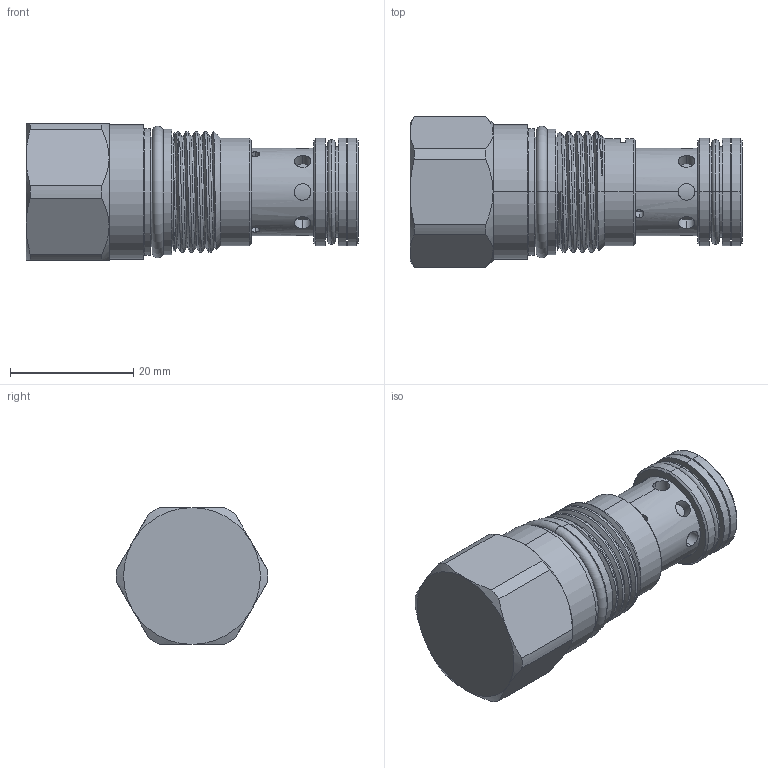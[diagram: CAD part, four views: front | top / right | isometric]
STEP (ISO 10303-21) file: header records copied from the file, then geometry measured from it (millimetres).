
FILE_DESCRIPTION (( 'STEP AP203' ), '1' );
FILE_NAME ('CV13A20-NS.STEP', '2020-03-27T03:27:12', ( '' ), ( '' ), 'SwSTEP 2.0', 'SolidWorks 2018', '' );
FILE_SCHEMA (( 'CONFIG_CONTROL_DESIGN' ));
Length unit declared in the file: millimetre
Products named in the file (1): CV13A20-NS
Bounding box: 53.93 x 24.59 x 22.22 mm (x, y, z)
Volume: 15381.7 mm3; surface area: 5877.2 mm2
Topology: 3 solids, 3 shells, 151 faces, 329 edges, 205 vertices
Faces by surface type: cylinder 83, cone 29, plane 26, torus 8, bspline 3, sphere 2
Entity records: 6123 total; most frequent: CARTESIAN_POINT 2848, DIRECTION 659, ORIENTED_EDGE 658, EDGE_CURVE 329, AXIS2_PLACEMENT_3D 280, VERTEX_POINT 205, EDGE_LOOP 176, ADVANCED_FACE 151
